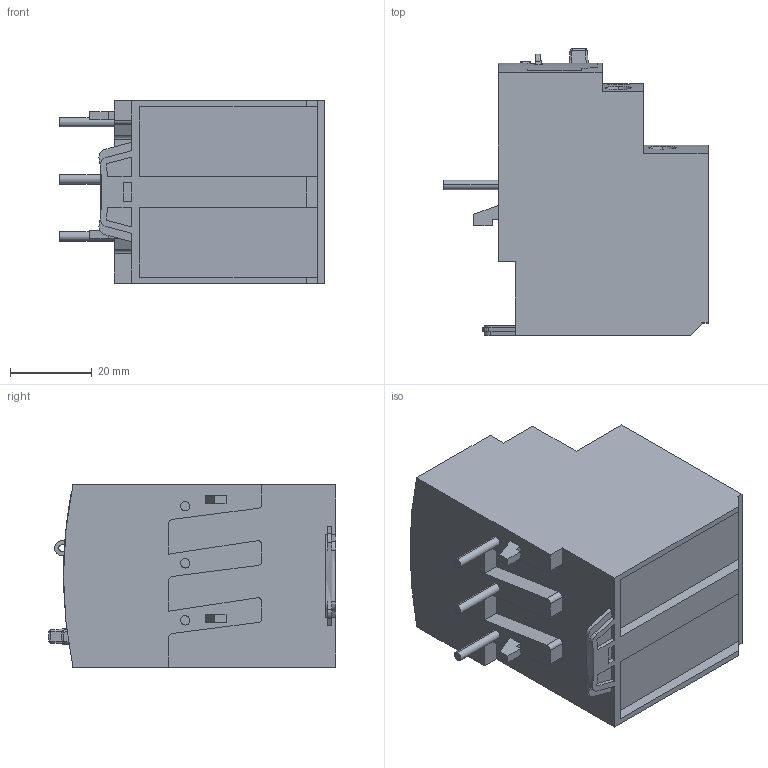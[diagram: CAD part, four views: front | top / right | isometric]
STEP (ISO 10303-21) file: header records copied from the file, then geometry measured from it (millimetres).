
FILE_DESCRIPTION (( 'STEP AP203' ), '1' );
FILE_NAME ('DPER22.step', '2023-08-31T20:38:33', ( '' ), ( '' ), 'SwSTEP 2.0', 'SolidWorks 2021', '' );
FILE_SCHEMA (( 'CONFIG_CONTROL_DESIGN' ));
Products named in the file (1): DPER22
Bounding box: 64.84 x 70.57 x 44.8 mm (x, y, z)
Volume: 113945.3 mm3; surface area: 30421.7 mm2
Topology: 16 solids, 16 shells, 1212 faces, 3411 edges, 2218 vertices
Faces by surface type: plane 676, cylinder 269, bspline 184, cone 83
Entity records: 44969 total; most frequent: CARTESIAN_POINT 15406, ORIENTED_EDGE 6750, DIRECTION 5418, EDGE_CURVE 3375, VERTEX_POINT 2218, VECTOR 1886, LINE 1886, AXIS2_PLACEMENT_3D 1766
